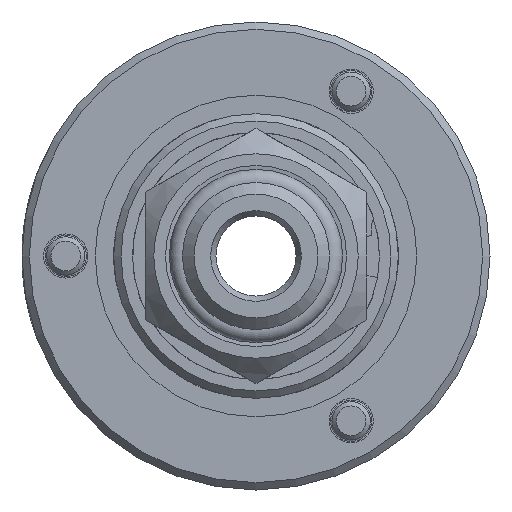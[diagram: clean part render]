
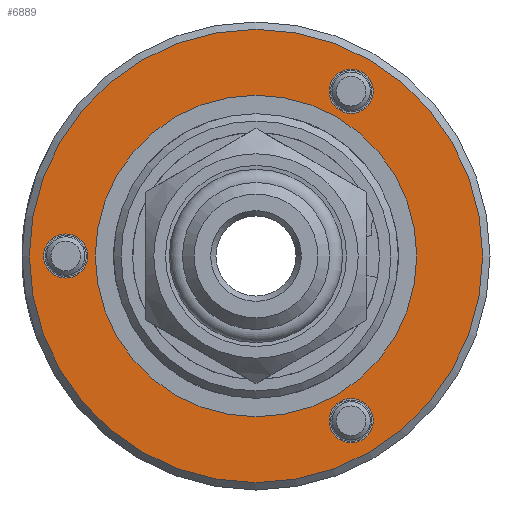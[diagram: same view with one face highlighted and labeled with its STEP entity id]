
A CAD part, left-side view. The second image highlights one B-rep face of the part: STEP entity #6889.
In plain terms, the highlighted planar face has unit normal (-1, 0, 0).
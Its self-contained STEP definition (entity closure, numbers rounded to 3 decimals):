
#534=FACE_BOUND('',#2030,.T.);
#535=FACE_BOUND('',#2031,.T.);
#536=FACE_BOUND('',#2032,.T.);
#537=FACE_BOUND('',#2033,.T.);
#595=PLANE('',#7353);
#1627=FACE_OUTER_BOUND('',#2029,.T.);
#2029=EDGE_LOOP('',(#4678));
#2030=EDGE_LOOP('',(#4679,#4680));
#2031=EDGE_LOOP('',(#4681));
#2032=EDGE_LOOP('',(#4682));
#2033=EDGE_LOOP('',(#4683));
#2465=CIRCLE('',#7294,17.45);
#2466=CIRCLE('',#7295,17.45);
#2493=CIRCLE('',#7342,2.4);
#2496=CIRCLE('',#7346,2.4);
#2499=CIRCLE('',#7350,2.4);
#2502=CIRCLE('',#7354,24.6);
#2781=VERTEX_POINT('',#9547);
#2782=VERTEX_POINT('',#9548);
#2831=VERTEX_POINT('',#10090);
#2834=VERTEX_POINT('',#10098);
#2837=VERTEX_POINT('',#10106);
#2840=VERTEX_POINT('',#10114);
#3506=EDGE_CURVE('',#2781,#2782,#2465,.T.);
#3507=EDGE_CURVE('',#2782,#2781,#2466,.T.);
#3574=EDGE_CURVE('',#2831,#2831,#2493,.T.);
#3578=EDGE_CURVE('',#2834,#2834,#2496,.T.);
#3582=EDGE_CURVE('',#2837,#2837,#2499,.T.);
#3586=EDGE_CURVE('',#2840,#2840,#2502,.T.);
#4678=ORIENTED_EDGE('',*,*,#3586,.F.);
#4679=ORIENTED_EDGE('',*,*,#3506,.T.);
#4680=ORIENTED_EDGE('',*,*,#3507,.T.);
#4681=ORIENTED_EDGE('',*,*,#3574,.T.);
#4682=ORIENTED_EDGE('',*,*,#3578,.T.);
#4683=ORIENTED_EDGE('',*,*,#3582,.T.);
#6889=ADVANCED_FACE('',(#1627,#534,#535,#536,#537),#595,.T.);
#7294=AXIS2_PLACEMENT_3D('',#9549,#7919,#7920);
#7295=AXIS2_PLACEMENT_3D('',#9550,#7921,#7922);
#7342=AXIS2_PLACEMENT_3D('',#10091,#8031,#8032);
#7346=AXIS2_PLACEMENT_3D('',#10099,#8040,#8041);
#7350=AXIS2_PLACEMENT_3D('',#10107,#8049,#8050);
#7353=AXIS2_PLACEMENT_3D('',#10113,#8056,#8057);
#7354=AXIS2_PLACEMENT_3D('',#10115,#8058,#8059);
#7919=DIRECTION('center_axis',(1.,0.,0.));
#7920=DIRECTION('ref_axis',(0.,1.,0.));
#7921=DIRECTION('center_axis',(1.,0.,0.));
#7922=DIRECTION('ref_axis',(0.,1.,0.));
#8031=DIRECTION('center_axis',(1.,0.,0.));
#8032=DIRECTION('ref_axis',(0.,0.,-1.));
#8040=DIRECTION('center_axis',(1.,0.,0.));
#8041=DIRECTION('ref_axis',(0.,0.866,0.5));
#8049=DIRECTION('center_axis',(1.,0.,0.));
#8050=DIRECTION('ref_axis',(0.,-0.866,0.5));
#8056=DIRECTION('center_axis',(-1.,0.,0.));
#8057=DIRECTION('ref_axis',(0.,0.,1.));
#8058=DIRECTION('center_axis',(1.,0.,0.));
#8059=DIRECTION('ref_axis',(0.,-1.,0.));
#9547=CARTESIAN_POINT('',(12.9,17.45,0.));
#9548=CARTESIAN_POINT('',(12.9,-17.45,0.));
#9549=CARTESIAN_POINT('Origin',(12.9,0.,0.));
#9550=CARTESIAN_POINT('Origin',(12.9,0.,0.));
#10090=CARTESIAN_POINT('',(12.9,20.65,2.4));
#10091=CARTESIAN_POINT('Origin',(12.9,20.65,0.));
#10098=CARTESIAN_POINT('',(12.9,-12.403,16.683));
#10099=CARTESIAN_POINT('Origin',(12.9,-10.325,17.883));
#10106=CARTESIAN_POINT('',(12.9,-8.247,-19.083));
#10107=CARTESIAN_POINT('Origin',(12.9,-10.325,-17.883));
#10113=CARTESIAN_POINT('Origin',(12.9,21.425,0.));
#10114=CARTESIAN_POINT('',(12.9,24.6,0.));
#10115=CARTESIAN_POINT('Origin',(12.9,0.,0.));
